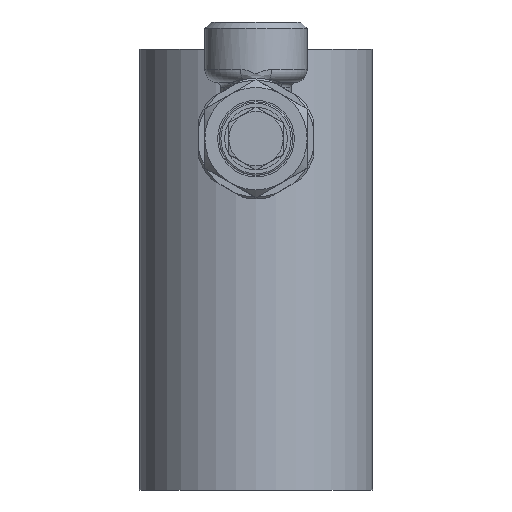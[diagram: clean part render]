
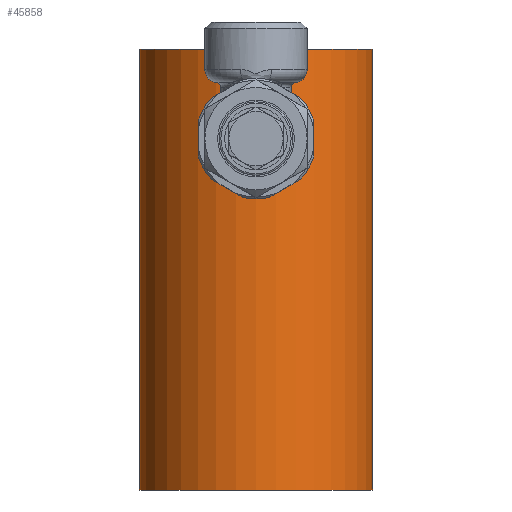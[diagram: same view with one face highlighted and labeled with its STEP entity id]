
A CAD part, front view. The second image highlights one B-rep face of the part: STEP entity #45858.
In plain terms, the highlighted cylindrical face has radius 36.5 mm (diameter 73 mm), a partial arc.
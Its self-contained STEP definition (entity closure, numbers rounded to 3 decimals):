
#1789 = DIRECTION ( 'NONE',  ( 1., 0., 0. ) ) ;
#4859 = DIRECTION ( 'NONE',  ( 1., 0., 0. ) ) ;
#6091 = CIRCLE ( 'NONE', #35796, 36.5 ) ;
#6225 = VERTEX_POINT ( 'NONE', #33163 ) ;
#6408 = VECTOR ( 'NONE', #9838, 1000. ) ;
#6885 = CARTESIAN_POINT ( 'NONE',  ( 36.5, 0., -138. ) ) ;
#7542 = VERTEX_POINT ( 'NONE', #6885 ) ;
#9838 = DIRECTION ( 'NONE',  ( 0., 0., 1. ) ) ;
#10039 = CARTESIAN_POINT ( 'NONE',  ( 0., 0., -138. ) ) ;
#10182 = VECTOR ( 'NONE', #54778, 1000. ) ;
#12642 = EDGE_LOOP ( 'NONE', ( #13193, #37440, #59711, #40675 ) ) ;
#13134 = LINE ( 'NONE', #21539, #10182 ) ;
#13193 = ORIENTED_EDGE ( 'NONE', *, *, #39155, .F. ) ;
#14785 = DIRECTION ( 'NONE',  ( 1., 0., 0. ) ) ;
#18790 = CIRCLE ( 'NONE', #54199, 36.5 ) ;
#20618 = EDGE_CURVE ( 'NONE', #7542, #23383, #53975, .T. ) ;
#21539 = CARTESIAN_POINT ( 'NONE',  ( -36.5, 0., -138. ) ) ;
#23359 = CYLINDRICAL_SURFACE ( 'NONE', #51640, 36.5 ) ;
#23383 = VERTEX_POINT ( 'NONE', #46491 ) ;
#26357 = FACE_OUTER_BOUND ( 'NONE', #12642, .T. ) ;
#30250 = DIRECTION ( 'NONE',  ( 0., 0., 1. ) ) ;
#30638 = VERTEX_POINT ( 'NONE', #48291 ) ;
#31418 = CARTESIAN_POINT ( 'NONE',  ( 0., 0., -138. ) ) ;
#33163 = CARTESIAN_POINT ( 'NONE',  ( -36.5, 0., -138. ) ) ;
#35796 = AXIS2_PLACEMENT_3D ( 'NONE', #58681, #30250, #1789 ) ;
#36373 = DIRECTION ( 'NONE',  ( 0., 0., 1. ) ) ;
#37440 = ORIENTED_EDGE ( 'NONE', *, *, #55792, .T. ) ;
#38253 = CARTESIAN_POINT ( 'NONE',  ( 36.5, 0., -138. ) ) ;
#39155 = EDGE_CURVE ( 'NONE', #6225, #30638, #13134, .T. ) ;
#40675 = ORIENTED_EDGE ( 'NONE', *, *, #50066, .F. ) ;
#43238 = DIRECTION ( 'NONE',  ( 0., 0., 1. ) ) ;
#45858 = ADVANCED_FACE ( 'NONE', ( #26357 ), #23359, .T. ) ;
#46491 = CARTESIAN_POINT ( 'NONE',  ( 36.5, 0., 0. ) ) ;
#48291 = CARTESIAN_POINT ( 'NONE',  ( -36.5, 0., 0. ) ) ;
#50066 = EDGE_CURVE ( 'NONE', #30638, #23383, #6091, .T. ) ;
#51640 = AXIS2_PLACEMENT_3D ( 'NONE', #31418, #36373, #4859 ) ;
#53975 = LINE ( 'NONE', #38253, #6408 ) ;
#54199 = AXIS2_PLACEMENT_3D ( 'NONE', #10039, #43238, #14785 ) ;
#54778 = DIRECTION ( 'NONE',  ( 0., 0., 1. ) ) ;
#55792 = EDGE_CURVE ( 'NONE', #6225, #7542, #18790, .T. ) ;
#58681 = CARTESIAN_POINT ( 'NONE',  ( 0., 0., 0. ) ) ;
#59711 = ORIENTED_EDGE ( 'NONE', *, *, #20618, .T. ) ;
